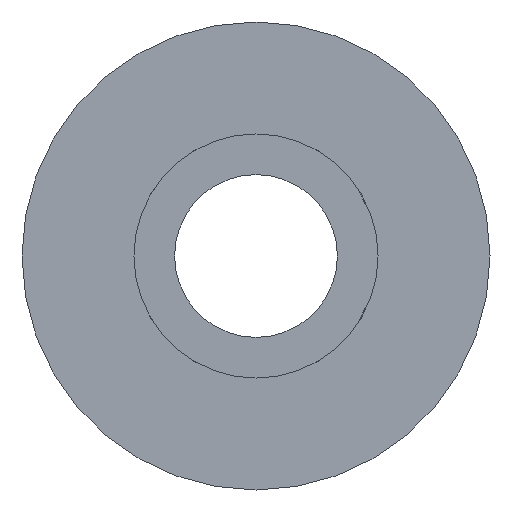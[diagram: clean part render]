
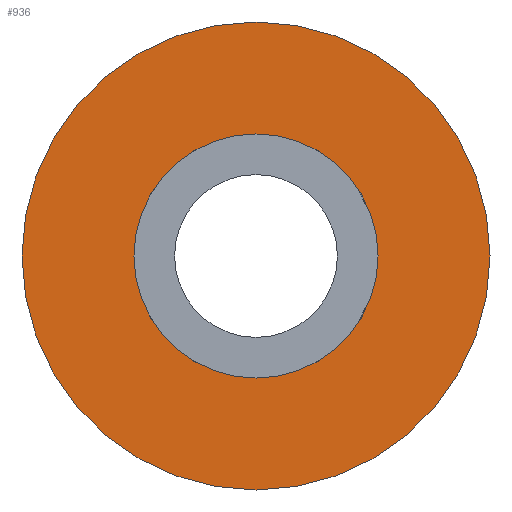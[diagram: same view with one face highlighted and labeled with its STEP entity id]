
A CAD part, left-side view. The second image highlights one B-rep face of the part: STEP entity #936.
In plain terms, the highlighted planar face has unit normal (-1, 0, 0).
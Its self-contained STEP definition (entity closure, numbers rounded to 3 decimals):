
#38=PLANE($,#1033);
#204=CIRCLE($,#1034,30.);
#205=CIRCLE($,#1035,57.5);
#237=FACE_BOUND($,#361,.T.);
#238=FACE_BOUND($,#362,.T.);
#361=EDGE_LOOP($,(#833));
#362=EDGE_LOOP($,(#834));
#483=VERTEX_POINT($,#1840);
#484=VERTEX_POINT($,#1842);
#610=EDGE_CURVE($,#483,#483,#204,.T.);
#611=EDGE_CURVE($,#484,#484,#205,.T.);
#833=ORIENTED_EDGE($,*,*,#610,.T.);
#834=ORIENTED_EDGE($,*,*,#611,.F.);
#936=ADVANCED_FACE($,(#237,#238),#38,.T.);
#1033=AXIS2_PLACEMENT_3D($,#1839,#1282,#1283);
#1034=AXIS2_PLACEMENT_3D($,#1841,#1284,#1285);
#1035=AXIS2_PLACEMENT_3D($,#1843,#1286,#1287);
#1282=DIRECTION('center_axis',(-1.,0.,0.));
#1283=DIRECTION('ref_axis',(0.,0.,1.));
#1284=DIRECTION('center_axis',(1.,0.,0.));
#1285=DIRECTION('ref_axis',(0.,0.,-1.));
#1286=DIRECTION('center_axis',(1.,0.,0.));
#1287=DIRECTION('ref_axis',(0.,1.,0.));
#1839=CARTESIAN_POINT('Origin',(0.,43.75,0.));
#1840=CARTESIAN_POINT('',(0.,0.,
30.));
#1841=CARTESIAN_POINT('Origin',(0.,0.,0.));
#1842=CARTESIAN_POINT('',(0.,57.5,0.));
#1843=CARTESIAN_POINT('Origin',(0.,0.,0.));
